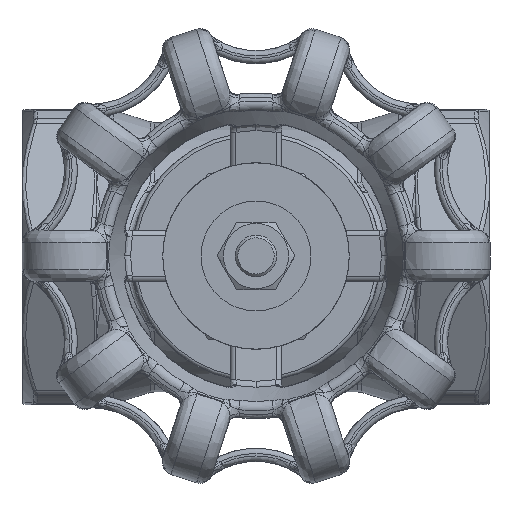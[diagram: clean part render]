
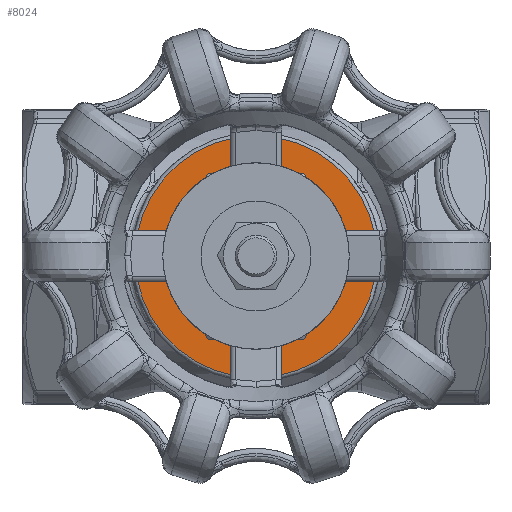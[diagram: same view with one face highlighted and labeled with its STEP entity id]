
A CAD part, top view. The second image highlights one B-rep face of the part: STEP entity #8024.
In plain terms, the highlighted planar face has unit normal (0, 0, 1).
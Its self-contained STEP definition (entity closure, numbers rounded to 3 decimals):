
#7702=CARTESIAN_POINT('',(-0.,-17.321,45.));
#7703=VERTEX_POINT('',#7702);
#7704=CARTESIAN_POINT('',(-15.,-8.66,45.));
#7705=VERTEX_POINT('',#7704);
#7706=CARTESIAN_POINT('',(-0.,-17.321,45.));
#7707=DIRECTION('',(-0.866,0.5,0.));
#7708=VECTOR('',#7707,17.321);
#7709=LINE('',#7706,#7708);
#7710=EDGE_CURVE('',#7703,#7705,#7709,.T.);
#7758=CARTESIAN_POINT('',(-15.,8.66,45.));
#7759=VERTEX_POINT('',#7758);
#7760=CARTESIAN_POINT('',(-0.,17.321,45.));
#7761=VERTEX_POINT('',#7760);
#7762=CARTESIAN_POINT('',(-15.,8.66,45.));
#7763=DIRECTION('',(0.866,0.5,-0.));
#7764=VECTOR('',#7763,17.321);
#7765=LINE('',#7762,#7764);
#7766=EDGE_CURVE('',#7759,#7761,#7765,.T.);
#7814=CARTESIAN_POINT('',(-15.,-8.66,45.));
#7815=DIRECTION('',(-0.,1.,0.));
#7816=VECTOR('',#7815,17.321);
#7817=LINE('',#7814,#7816);
#7818=EDGE_CURVE('',#7705,#7759,#7817,.T.);
#7876=CARTESIAN_POINT('',(15.,8.66,45.));
#7877=VERTEX_POINT('',#7876);
#7878=CARTESIAN_POINT('',(-0.,17.321,45.));
#7879=DIRECTION('',(0.866,-0.5,-0.));
#7880=VECTOR('',#7879,17.321);
#7881=LINE('',#7878,#7880);
#7882=EDGE_CURVE('',#7761,#7877,#7881,.T.);
#7944=CARTESIAN_POINT('',(15.,-8.66,45.));
#7945=VERTEX_POINT('',#7944);
#7952=CARTESIAN_POINT('',(15.,-8.66,45.));
#7953=DIRECTION('',(-0.,1.,0.));
#7954=VECTOR('',#7953,17.321);
#7955=LINE('',#7952,#7954);
#7956=EDGE_CURVE('',#7945,#7877,#7955,.T.);
#7990=CARTESIAN_POINT('',(-0.,-17.321,45.));
#7991=DIRECTION('',(0.866,0.5,-0.));
#7992=VECTOR('',#7991,17.321);
#7993=LINE('',#7990,#7992);
#7994=EDGE_CURVE('',#7703,#7945,#7993,.T.);
#8000=CARTESIAN_POINT('',(0.,-0.,45.));
#8001=DIRECTION('',(0.,-0.,1.));
#8002=DIRECTION('',(1.,-0.,-0.));
#8003=AXIS2_PLACEMENT_3D('',#8000,#8001,#8002);
#8004=PLANE('',#8003);
#8005=ORIENTED_EDGE('',*,*,#7710,.T.);
#8006=ORIENTED_EDGE('',*,*,#7818,.T.);
#8007=ORIENTED_EDGE('',*,*,#7766,.T.);
#8008=ORIENTED_EDGE('',*,*,#7882,.T.);
#8009=ORIENTED_EDGE('',*,*,#7956,.F.);
#8010=ORIENTED_EDGE('',*,*,#7994,.F.);
#8011=EDGE_LOOP('',(#8005,#8006,#8007,#8008,#8009,#8010));
#8012=FACE_BOUND('',#8011,.T.);
#8013=CARTESIAN_POINT('',(23.329,-0.,45.));
#8014=VERTEX_POINT('',#8013);
#8015=CARTESIAN_POINT('',(0.,-0.,45.));
#8016=DIRECTION('',(0.,-0.,1.));
#8017=DIRECTION('',(1.,0.,-0.));
#8018=AXIS2_PLACEMENT_3D('',#8015,#8016,#8017);
#8019=CIRCLE('',#8018,23.329);
#8020=EDGE_CURVE('',#8014,#8014,#8019,.T.);
#8021=ORIENTED_EDGE('',*,*,#8020,.T.);
#8022=EDGE_LOOP('',(#8021));
#8023=FACE_BOUND('',#8022,.T.);
#8024=ADVANCED_FACE('',(#8012,#8023),#8004,.T.);
